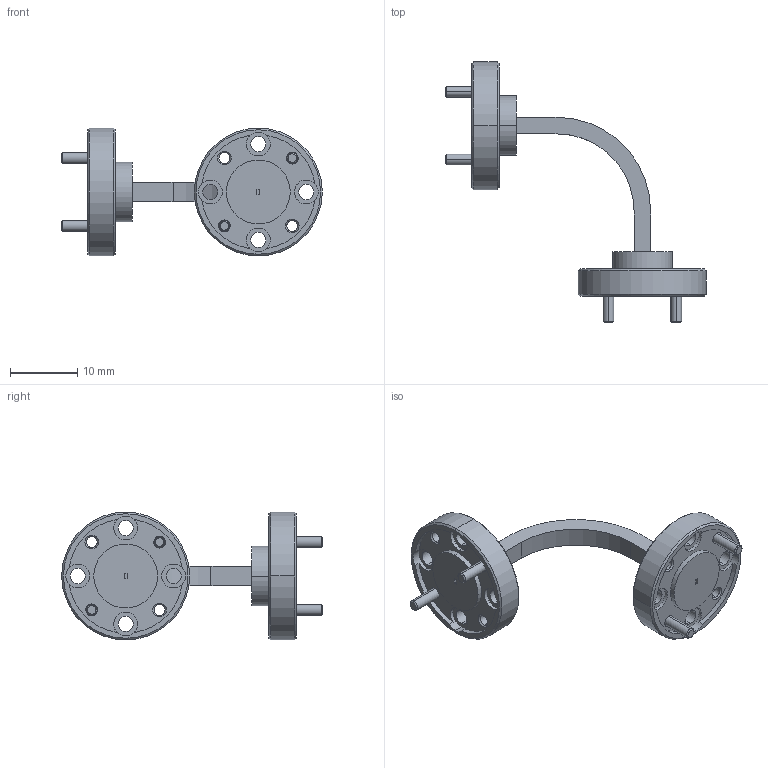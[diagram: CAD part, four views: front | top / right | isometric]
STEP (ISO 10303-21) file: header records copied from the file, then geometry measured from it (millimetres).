
FILE_DESCRIPTION (( 'STEP AP214' ), '1' );
FILE_NAME ('WB-E03-A-L, Defeatured.STEP', '2025-01-25T00:42:46', ( '' ), ( '' ), 'SwSTEP 2.0', 'SolidWorks 2021', '' );
FILE_SCHEMA (( 'AUTOMOTIVE_DESIGN' ));
Length unit declared in the file: inch
Products named in the file (1): WB-E03-A-L, Defeatured
Bounding box: 38.8 x 38.8 x 19.05 mm (x, y, z)
Volume: 2477.2 mm3; surface area: 2701.8 mm2
Topology: 5 solids, 6 shells, 170 faces, 408 edges, 260 vertices
Faces by surface type: cylinder 80, plane 50, cone 40
Entity records: 7360 total; most frequent: DIRECTION 970, CARTESIAN_POINT 839, ORIENTED_EDGE 816, EDGE_CURVE 408, AXIS2_PLACEMENT_3D 391, VERTEX_POINT 260, CIRCLE 220, EDGE_LOOP 212
